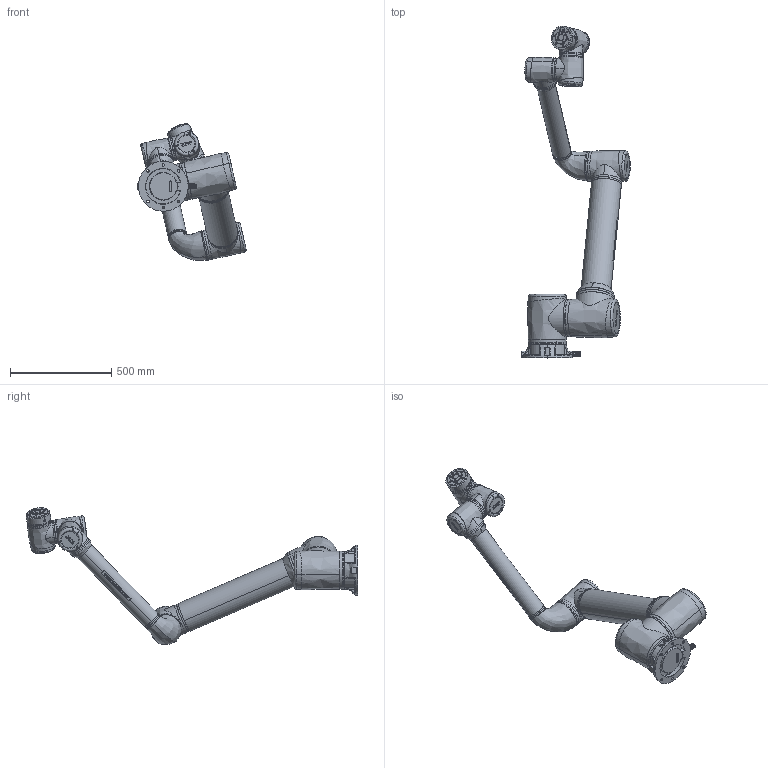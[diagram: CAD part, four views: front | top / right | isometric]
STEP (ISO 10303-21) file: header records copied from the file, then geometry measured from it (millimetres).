
FILE_DESCRIPTION (( 'STEP AP203' ), '1' );
FILE_NAME ('Zu 20.STEP', '2021-04-23T09:57:11', ( 'Jiaxin' ), ( '' ), 'SwSTEP 2.0', 'SolidWorks 2016', '' );
FILE_SCHEMA (( 'CONFIG_CONTROL_DESIGN' ));
Length unit declared in the file: millimetre
Products named in the file (8): Zu 20; Zu 20 04_默认; Zu 20 03_默认; Zu 20 05_默认; Zu 20 06_默认; Zu 20 00_默认; Zu 20 01_默认; Zu 20 02_默认
Assembly tree (7 placements, depth 2):
  Zu 20
    Zu 20 00_默认
    Zu 20 01_默认
    Zu 20 02_默认
    Zu 20 03_默认
    Zu 20 04_默认
    Zu 20 05_默认
    Zu 20 06_默认
Bounding box: 534.71 x 1635.48 x 673.95 mm (x, y, z)
Volume: 42023923.7 mm3; surface area: 1685576.1 mm2
Topology: 14 solids, 29 shells, 1726 faces, 4864 edges, 3288 vertices
Faces by surface type: plane 751, cylinder 444, bspline 361, torus 104, cone 66
Entity records: 91023 total; most frequent: CARTESIAN_POINT 48564, ORIENTED_EDGE 9182, DIRECTION 7498, EDGE_CURVE 4844, VERTEX_POINT 3288, VECTOR 2514, LINE 2514, AXIS2_PLACEMENT_3D 2492
